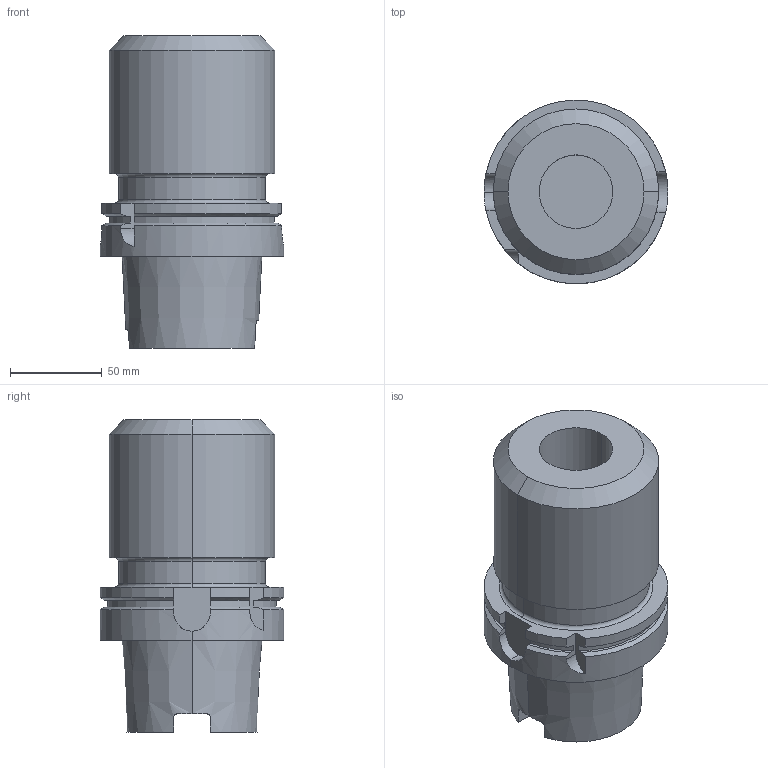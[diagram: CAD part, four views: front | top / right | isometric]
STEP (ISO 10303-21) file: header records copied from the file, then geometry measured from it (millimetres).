
FILE_DESCRIPTION (( 'STEP AP203' ), '1' );
FILE_NAME ('STP-5075-653-040-120-0(32882).STEP', '2021-11-29T07:52:26', ( '' ), ( '' ), 'SwSTEP 2.0', 'SolidWorks 2017', '' );
FILE_SCHEMA (( 'CONFIG_CONTROL_DESIGN' ));
Length unit declared in the file: millimetre
Products named in the file (1): STP-5075-653-040-120-0(32882)
Bounding box: 100 x 100 x 170 mm (x, y, z)
Volume: 719027.4 mm3; surface area: 84482.8 mm2
Topology: 1 solids, 1 shells, 76 faces, 193 edges, 123 vertices
Faces by surface type: cylinder 28, plane 28, cone 12, torus 8
Entity records: 2618 total; most frequent: CARTESIAN_POINT 692, DIRECTION 397, ORIENTED_EDGE 386, EDGE_CURVE 193, AXIS2_PLACEMENT_3D 156, VERTEX_POINT 123, LINE 85, VECTOR 85
